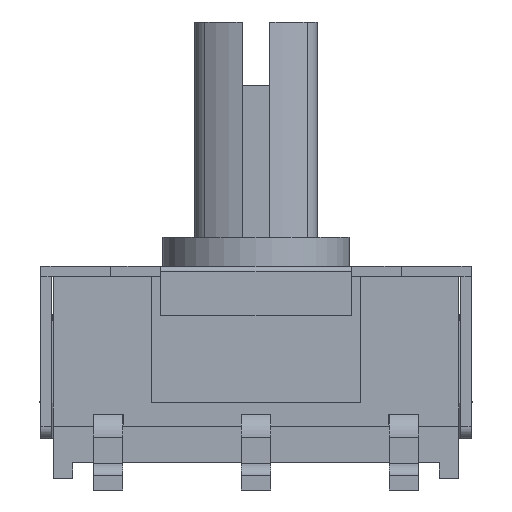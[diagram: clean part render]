
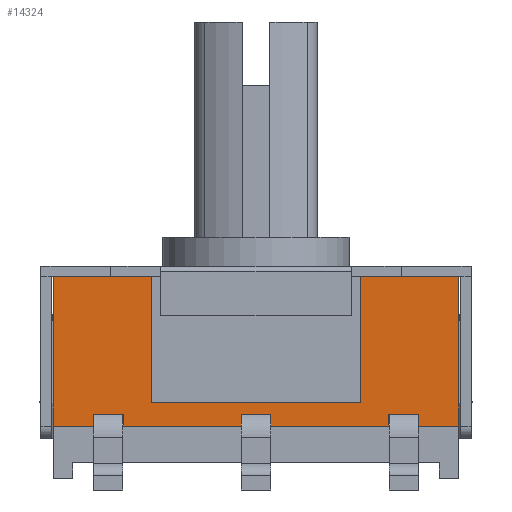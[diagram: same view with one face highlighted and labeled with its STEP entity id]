
A CAD part, left-side view. The second image highlights one B-rep face of the part: STEP entity #14324.
In plain terms, the highlighted planar face has unit normal (-1, 0, 0).
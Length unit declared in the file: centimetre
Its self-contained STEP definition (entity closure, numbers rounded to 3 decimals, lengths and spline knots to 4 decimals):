
#1479=FACE_OUTER_BOUND('',#2268,.T.);
#2268=EDGE_LOOP('',(#13070,#13071,#13072,#13073,#13074,#13075,#13076,#13077,
#13078,#13079,#13080,#13081,#13082,#13083,#13084,#13085,#13086,#13087,#13088,
#13089));
#2652=LINE('',#18807,#4137);
#2657=LINE('',#18817,#4142);
#2663=LINE('',#18829,#4148);
#2667=LINE('',#18837,#4152);
#3841=LINE('',#24849,#5326);
#3848=LINE('',#24862,#5333);
#3868=LINE('',#24897,#5353);
#3877=LINE('',#24915,#5362);
#3879=LINE('',#24918,#5364);
#3880=LINE('',#24920,#5365);
#3883=LINE('',#24928,#5368);
#3886=LINE('',#24932,#5371);
#3888=LINE('',#24935,#5373);
#3891=LINE('',#24943,#5376);
#3893=LINE('',#24946,#5378);
#3894=LINE('',#24948,#5379);
#3925=LINE('',#25012,#5410);
#3927=LINE('',#25016,#5412);
#3929=LINE('',#25019,#5414);
#3930=LINE('',#25021,#5415);
#4137=VECTOR('',#15601,1.);
#4142=VECTOR('',#15610,1.);
#4148=VECTOR('',#15618,1.);
#4152=VECTOR('',#15624,1.);
#5326=VECTOR('',#18078,1.);
#5333=VECTOR('',#18091,1.);
#5353=VECTOR('',#18113,1.);
#5362=VECTOR('',#18128,1.);
#5364=VECTOR('',#18132,1.);
#5365=VECTOR('',#18135,1.);
#5368=VECTOR('',#18140,1.);
#5371=VECTOR('',#18145,1.);
#5373=VECTOR('',#18149,1.);
#5376=VECTOR('',#18158,1.);
#5378=VECTOR('',#18162,1.);
#5379=VECTOR('',#18165,1.);
#5410=VECTOR('',#18230,1.);
#5412=VECTOR('',#18234,1.);
#5414=VECTOR('',#18238,1.);
#5415=VECTOR('',#18241,1.);
#5605=VERTEX_POINT('',#18804);
#5606=VERTEX_POINT('',#18806);
#5608=VERTEX_POINT('',#18814);
#5609=VERTEX_POINT('',#18816);
#5613=VERTEX_POINT('',#18826);
#5614=VERTEX_POINT('',#18828);
#5616=VERTEX_POINT('',#18834);
#5617=VERTEX_POINT('',#18836);
#6758=VERTEX_POINT('',#24846);
#6759=VERTEX_POINT('',#24848);
#6776=VERTEX_POINT('',#24895);
#6781=VERTEX_POINT('',#24912);
#6782=VERTEX_POINT('',#24914);
#6785=VERTEX_POINT('',#24925);
#6786=VERTEX_POINT('',#24927);
#6787=VERTEX_POINT('',#24940);
#6788=VERTEX_POINT('',#24942);
#6803=VERTEX_POINT('',#25009);
#6804=VERTEX_POINT('',#25011);
#6805=VERTEX_POINT('',#25015);
#7044=EDGE_CURVE('',#5606,#5605,#2652,.T.);
#7049=EDGE_CURVE('',#5609,#5608,#2657,.T.);
#7055=EDGE_CURVE('',#5614,#5613,#2663,.T.);
#7059=EDGE_CURVE('',#5617,#5616,#2667,.T.);
#8784=EDGE_CURVE('',#6759,#6758,#3841,.T.);
#8791=EDGE_CURVE('',#5609,#6758,#3848,.T.);
#8811=EDGE_CURVE('',#5613,#6776,#3868,.T.);
#8820=EDGE_CURVE('',#6782,#6781,#3877,.T.);
#8822=EDGE_CURVE('',#5616,#6782,#3879,.T.);
#8823=EDGE_CURVE('',#6781,#5614,#3880,.T.);
#8826=EDGE_CURVE('',#6786,#6785,#3883,.T.);
#8829=EDGE_CURVE('',#5605,#6786,#3886,.T.);
#8831=EDGE_CURVE('',#6785,#5617,#3888,.T.);
#8834=EDGE_CURVE('',#6788,#6787,#3891,.T.);
#8836=EDGE_CURVE('',#5608,#6788,#3893,.T.);
#8837=EDGE_CURVE('',#6787,#5606,#3894,.T.);
#8868=EDGE_CURVE('',#6804,#6803,#3925,.T.);
#8870=EDGE_CURVE('',#6805,#6804,#3927,.T.);
#8872=EDGE_CURVE('',#6803,#6759,#3929,.T.);
#8873=EDGE_CURVE('',#6776,#6805,#3930,.T.);
#13070=ORIENTED_EDGE('',*,*,#8823,.T.);
#13071=ORIENTED_EDGE('',*,*,#7055,.T.);
#13072=ORIENTED_EDGE('',*,*,#8811,.T.);
#13073=ORIENTED_EDGE('',*,*,#8873,.T.);
#13074=ORIENTED_EDGE('',*,*,#8870,.T.);
#13075=ORIENTED_EDGE('',*,*,#8868,.T.);
#13076=ORIENTED_EDGE('',*,*,#8872,.T.);
#13077=ORIENTED_EDGE('',*,*,#8784,.T.);
#13078=ORIENTED_EDGE('',*,*,#8791,.F.);
#13079=ORIENTED_EDGE('',*,*,#7049,.T.);
#13080=ORIENTED_EDGE('',*,*,#8836,.T.);
#13081=ORIENTED_EDGE('',*,*,#8834,.T.);
#13082=ORIENTED_EDGE('',*,*,#8837,.T.);
#13083=ORIENTED_EDGE('',*,*,#7044,.T.);
#13084=ORIENTED_EDGE('',*,*,#8829,.T.);
#13085=ORIENTED_EDGE('',*,*,#8826,.T.);
#13086=ORIENTED_EDGE('',*,*,#8831,.T.);
#13087=ORIENTED_EDGE('',*,*,#7059,.T.);
#13088=ORIENTED_EDGE('',*,*,#8822,.T.);
#13089=ORIENTED_EDGE('',*,*,#8820,.T.);
#13573=PLANE('',#15181);
#14324=ADVANCED_FACE('',(#1479),#13573,.T.);
#15181=AXIS2_PLACEMENT_3D('',#25110,#18335,#18336);
#15601=DIRECTION('',(0.,-1.,0.));
#15610=DIRECTION('',(0.,-1.,0.));
#15618=DIRECTION('',(0.,-1.,0.));
#15624=DIRECTION('',(0.,-1.,0.));
#18078=DIRECTION('',(0.,1.,0.));
#18091=DIRECTION('',(0.,0.,1.));
#18113=DIRECTION('',(0.,0.,1.));
#18128=DIRECTION('',(0.,-1.,0.));
#18132=DIRECTION('',(0.,0.,1.));
#18135=DIRECTION('',(0.,0.,-1.));
#18140=DIRECTION('',(0.,-1.,0.));
#18145=DIRECTION('',(0.,0.,1.));
#18149=DIRECTION('',(0.,0.,-1.));
#18158=DIRECTION('',(0.,-1.,0.));
#18162=DIRECTION('',(0.,0.,1.));
#18165=DIRECTION('',(0.,0.,-1.));
#18230=DIRECTION('',(0.,1.,0.));
#18234=DIRECTION('',(0.,0.,-1.));
#18238=DIRECTION('',(0.,0.,1.));
#18241=DIRECTION('',(0.,1.,0.));
#18335=DIRECTION('center_axis',(-1.,0.,0.));
#18336=DIRECTION('ref_axis',(0.,0.,1.));
#18804=CARTESIAN_POINT('',(-0.372,0.0255,0.063));
#18806=CARTESIAN_POINT('',(-0.372,0.2285,0.063));
#18807=CARTESIAN_POINT('',(-0.372,-0.349,0.063));
#18814=CARTESIAN_POINT('',(-0.372,0.2795,0.063));
#18816=CARTESIAN_POINT('',(-0.372,0.349,0.063));
#18817=CARTESIAN_POINT('',(-0.372,-0.349,0.063));
#18826=CARTESIAN_POINT('',(-0.372,-0.349,0.063));
#18828=CARTESIAN_POINT('',(-0.372,-0.2795,0.063));
#18829=CARTESIAN_POINT('',(-0.372,-0.349,0.063));
#18834=CARTESIAN_POINT('',(-0.372,-0.2285,0.063));
#18836=CARTESIAN_POINT('',(-0.372,-0.0255,0.063));
#18837=CARTESIAN_POINT('',(-0.372,-0.349,0.063));
#24846=CARTESIAN_POINT('',(-0.372,0.349,0.32));
#24848=CARTESIAN_POINT('',(-0.372,0.18,0.32));
#24849=CARTESIAN_POINT('',(-0.372,-0.349,0.32));
#24862=CARTESIAN_POINT('',(-0.372,0.349,0.));
#24895=CARTESIAN_POINT('',(-0.372,-0.349,0.32));
#24897=CARTESIAN_POINT('',(-0.372,-0.349,0.));
#24912=CARTESIAN_POINT('',(-0.372,-0.2795,0.083));
#24914=CARTESIAN_POINT('',(-0.372,-0.2285,0.083));
#24915=CARTESIAN_POINT('',(-0.372,-0.3143,0.083));
#24918=CARTESIAN_POINT('',(-0.372,-0.2285,0.0415));
#24920=CARTESIAN_POINT('',(-0.372,-0.2795,0.0315));
#24925=CARTESIAN_POINT('',(-0.372,-0.0255,0.083));
#24927=CARTESIAN_POINT('',(-0.372,0.0255,0.083));
#24928=CARTESIAN_POINT('',(-0.372,-0.1873,0.083));
#24932=CARTESIAN_POINT('',(-0.372,0.0255,0.0415));
#24935=CARTESIAN_POINT('',(-0.372,-0.0255,0.0315));
#24940=CARTESIAN_POINT('',(-0.372,0.2285,0.083));
#24942=CARTESIAN_POINT('',(-0.372,0.2795,0.083));
#24943=CARTESIAN_POINT('',(-0.372,-0.0602,0.083));
#24946=CARTESIAN_POINT('',(-0.372,0.2795,0.0415));
#24948=CARTESIAN_POINT('',(-0.372,0.2285,0.0315));
#25009=CARTESIAN_POINT('',(-0.372,0.18,0.103));
#25011=CARTESIAN_POINT('',(-0.372,-0.18,0.103));
#25012=CARTESIAN_POINT('',(-0.372,-0.0845,0.103));
#25015=CARTESIAN_POINT('',(-0.372,-0.18,0.32));
#25016=CARTESIAN_POINT('',(-0.372,-0.18,0.0515));
#25019=CARTESIAN_POINT('',(-0.372,0.18,0.16));
#25021=CARTESIAN_POINT('',(-0.372,-0.349,0.32));
#25110=CARTESIAN_POINT('Origin',(-0.372,-0.349,0.));
